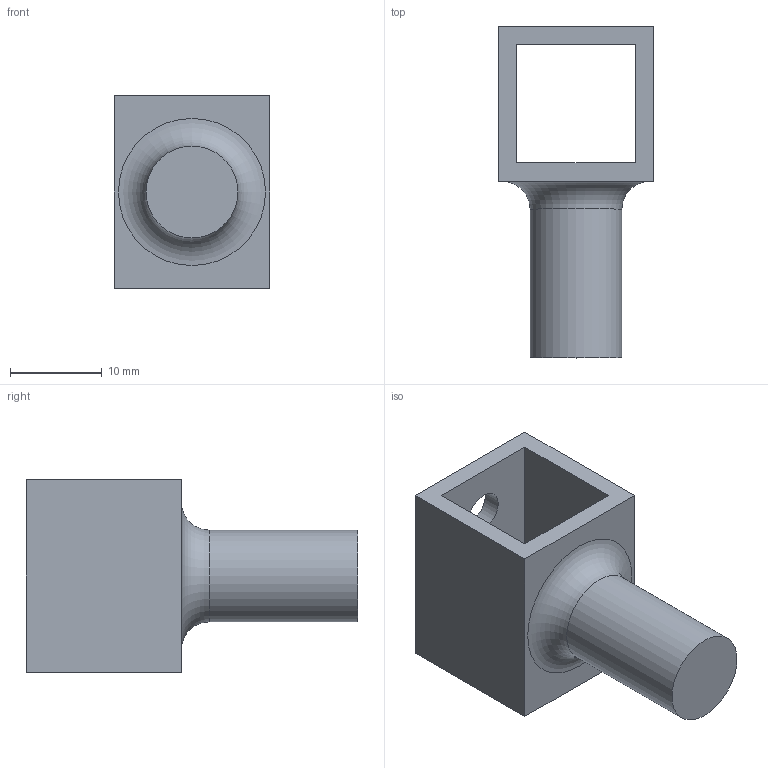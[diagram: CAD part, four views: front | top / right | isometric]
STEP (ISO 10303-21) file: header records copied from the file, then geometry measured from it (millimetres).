
FILE_DESCRIPTION(/* description */ (''),/* implementation_level */ '2;1');
FILE_NAME(/* name */ 'TGF-Tip(500).stp',/* time_stamp */ '2024-09-04T15:22:44+01:00',/* author */ ('thiba'),/* organization */ (''),/* preprocessor_version */ 'ST-DEVELOPER v20',/* originating_system */ 'Autodesk Inventor 2025',/* authorisation */ '');
FILE_SCHEMA (('AUTOMOTIVE_DESIGN { 1 0 10303 214 3 1 1 }'));
Length unit declared in the file: millimetre
Products named in the file (1): TGF(A)-Tip
Bounding box: 16.9 x 36.1 x 21 mm (x, y, z)
Volume: 4016.4 mm3; surface area: 3301.3 mm2
Topology: 1 solids, 1 shells, 15 faces, 36 edges, 24 vertices
Faces by surface type: plane 11, cylinder 3, torus 1
Full cylindrical faces by diameter (mm): 4.5 x2, 10 x1
Entity records: 494 total; most frequent: DIRECTION 77, CARTESIAN_POINT 76, ORIENTED_EDGE 72, EDGE_CURVE 36, LINE 27, VECTOR 27, AXIS2_PLACEMENT_3D 25, VERTEX_POINT 24
